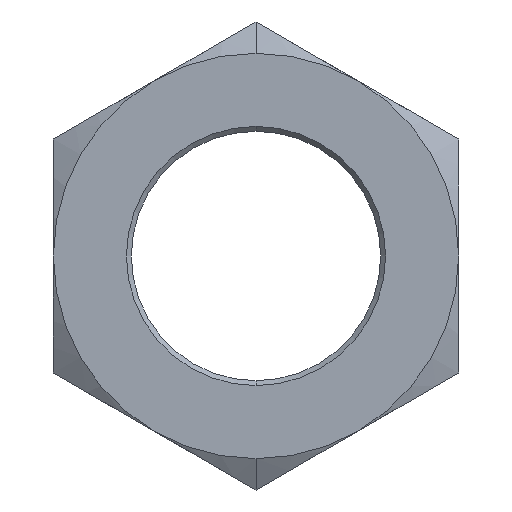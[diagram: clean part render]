
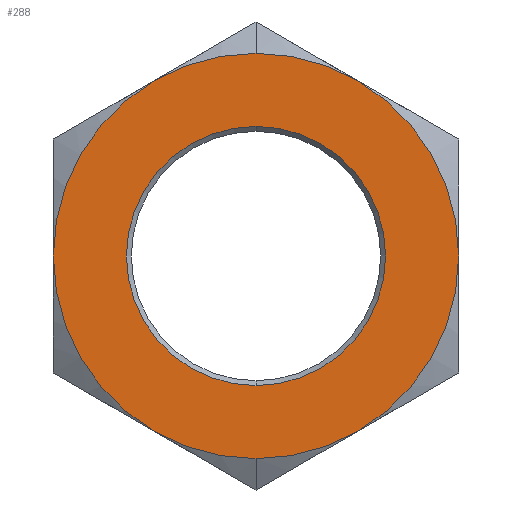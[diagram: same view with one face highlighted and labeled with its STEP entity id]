
A CAD part, front view. The second image highlights one B-rep face of the part: STEP entity #288.
In plain terms, the highlighted planar face has unit normal (0, -1, 0).
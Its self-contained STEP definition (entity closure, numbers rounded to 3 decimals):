
#107=CARTESIAN_POINT('',(0.,24.167,4.156));
#108=VERTEX_POINT('',#107);
#115=CARTESIAN_POINT('',(-0.,24.167,-4.156));
#116=VERTEX_POINT('',#115);
#117=CARTESIAN_POINT('',(0.,24.167,0.));
#118=DIRECTION('',(0.,-1.,0.));
#119=DIRECTION('',(0.,0.,-1.));
#120=AXIS2_PLACEMENT_3D('',#117,#118,#119);
#121=CIRCLE('',#120,4.156);
#122=EDGE_CURVE('',#108,#116,#121,.T.);
#138=CARTESIAN_POINT('',(-3.25,24.167,5.629));
#139=VERTEX_POINT('',#138);
#140=CARTESIAN_POINT('',(-0.,24.167,6.5));
#141=VERTEX_POINT('',#140);
#142=CARTESIAN_POINT('',(0.,24.167,0.));
#143=DIRECTION('',(0.,1.,0.));
#144=DIRECTION('',(0.,-0.,1.));
#145=AXIS2_PLACEMENT_3D('',#142,#143,#144);
#146=CIRCLE('',#145,6.5);
#147=EDGE_CURVE('',#139,#141,#146,.T.);
#209=CARTESIAN_POINT('',(-0.,24.167,7.506));
#210=DIRECTION('',(0.,1.,0.));
#211=DIRECTION('',(0.,0.,1.));
#212=AXIS2_PLACEMENT_3D('',#209,#210,#211);
#213=PLANE('',#212);
#214=CARTESIAN_POINT('',(0.,24.167,0.));
#215=DIRECTION('',(0.,-1.,0.));
#216=DIRECTION('',(0.,0.,-1.));
#217=AXIS2_PLACEMENT_3D('',#214,#215,#216);
#218=CIRCLE('',#217,4.156);
#219=EDGE_CURVE('',#116,#108,#218,.T.);
#220=ORIENTED_EDGE('',*,*,#219,.F.);
#221=ORIENTED_EDGE('',*,*,#122,.F.);
#222=EDGE_LOOP('',(#220,#221));
#223=FACE_BOUND('',#222,.T.);
#224=CARTESIAN_POINT('',(3.25,24.167,5.629));
#225=VERTEX_POINT('',#224);
#226=CARTESIAN_POINT('',(6.5,24.167,0.));
#227=VERTEX_POINT('',#226);
#228=CARTESIAN_POINT('',(0.,24.167,0.));
#229=DIRECTION('',(0.,1.,0.));
#230=DIRECTION('',(0.,-0.,1.));
#231=AXIS2_PLACEMENT_3D('',#228,#229,#230);
#232=CIRCLE('',#231,6.5);
#233=EDGE_CURVE('',#225,#227,#232,.T.);
#234=ORIENTED_EDGE('',*,*,#233,.F.);
#235=CARTESIAN_POINT('',(0.,24.167,0.));
#236=DIRECTION('',(0.,1.,0.));
#237=DIRECTION('',(0.,-0.,1.));
#238=AXIS2_PLACEMENT_3D('',#235,#236,#237);
#239=CIRCLE('',#238,6.5);
#240=EDGE_CURVE('',#141,#225,#239,.T.);
#241=ORIENTED_EDGE('',*,*,#240,.F.);
#242=ORIENTED_EDGE('',*,*,#147,.F.);
#243=CARTESIAN_POINT('',(-6.5,24.167,-0.));
#244=VERTEX_POINT('',#243);
#245=CARTESIAN_POINT('',(0.,24.167,0.));
#246=DIRECTION('',(0.,1.,0.));
#247=DIRECTION('',(0.,-0.,1.));
#248=AXIS2_PLACEMENT_3D('',#245,#246,#247);
#249=CIRCLE('',#248,6.5);
#250=EDGE_CURVE('',#244,#139,#249,.T.);
#251=ORIENTED_EDGE('',*,*,#250,.F.);
#252=CARTESIAN_POINT('',(-3.25,24.167,-5.629));
#253=VERTEX_POINT('',#252);
#254=CARTESIAN_POINT('',(0.,24.167,0.));
#255=DIRECTION('',(0.,1.,0.));
#256=DIRECTION('',(0.,-0.,1.));
#257=AXIS2_PLACEMENT_3D('',#254,#255,#256);
#258=CIRCLE('',#257,6.5);
#259=EDGE_CURVE('',#253,#244,#258,.T.);
#260=ORIENTED_EDGE('',*,*,#259,.F.);
#261=CARTESIAN_POINT('',(0.,24.167,-6.5));
#262=VERTEX_POINT('',#261);
#263=CARTESIAN_POINT('',(0.,24.167,0.));
#264=DIRECTION('',(0.,1.,0.));
#265=DIRECTION('',(0.,-0.,1.));
#266=AXIS2_PLACEMENT_3D('',#263,#264,#265);
#267=CIRCLE('',#266,6.5);
#268=EDGE_CURVE('',#262,#253,#267,.T.);
#269=ORIENTED_EDGE('',*,*,#268,.F.);
#270=CARTESIAN_POINT('',(3.25,24.167,-5.629));
#271=VERTEX_POINT('',#270);
#272=CARTESIAN_POINT('',(0.,24.167,0.));
#273=DIRECTION('',(0.,1.,0.));
#274=DIRECTION('',(0.,-0.,1.));
#275=AXIS2_PLACEMENT_3D('',#272,#273,#274);
#276=CIRCLE('',#275,6.5);
#277=EDGE_CURVE('',#271,#262,#276,.T.);
#278=ORIENTED_EDGE('',*,*,#277,.F.);
#279=CARTESIAN_POINT('',(0.,24.167,0.));
#280=DIRECTION('',(0.,-1.,0.));
#281=DIRECTION('',(0.,0.,-1.));
#282=AXIS2_PLACEMENT_3D('',#279,#280,#281);
#283=CIRCLE('',#282,6.5);
#284=EDGE_CURVE('',#271,#227,#283,.T.);
#285=ORIENTED_EDGE('',*,*,#284,.T.);
#286=EDGE_LOOP('',(#234,#241,#242,#251,#260,#269,#278,#285));
#287=FACE_BOUND('',#286,.T.);
#288=ADVANCED_FACE('NONE',(#223,#287),#213,.F.);
